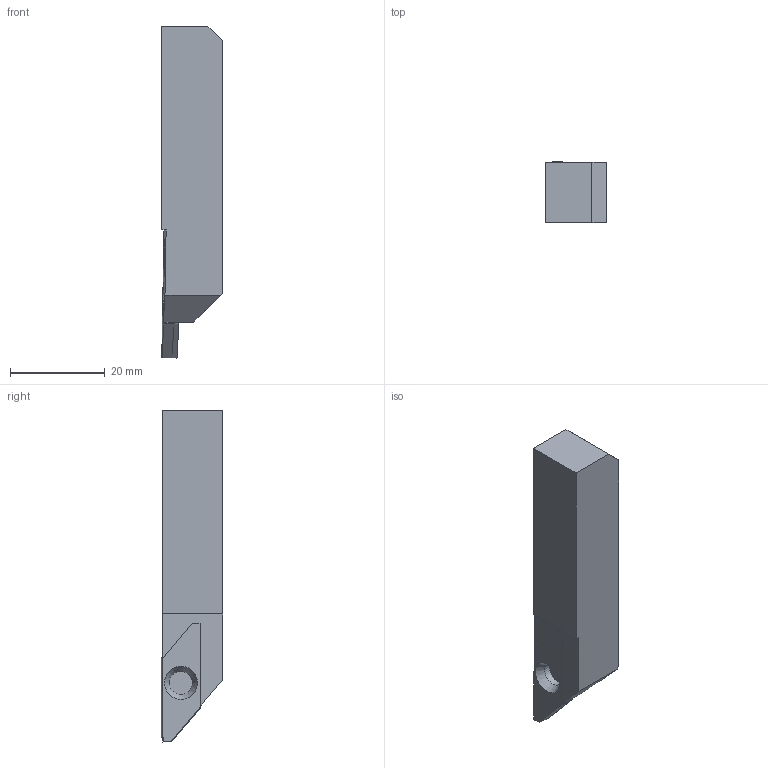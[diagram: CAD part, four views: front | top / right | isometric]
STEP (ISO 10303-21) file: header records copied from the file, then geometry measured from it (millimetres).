
FILE_DESCRIPTION(/* description */ (''),/* implementation_level */ '2;1');
FILE_NAME(/* name */ '1527597746076.stp',/* time_stamp */ '2018-05-29T14:42:32+02:00',/* author */ (''),/* organization */ ('SMS'),/* preprocessor_version */ 'ST-DEVELOPER v15',/* originating_system */ 'SIEMENS PLM Software NX 8.5',/* authorisation */ '');
FILE_SCHEMA (('AUTOMOTIVE_DESIGN { 1 0 10303 214 3 1 1 1 }'));
Length unit declared in the file: millimetre
Products named in the file (4): ASSEMBLY_CONSTRUCTION; 201679778mod000_00; CUT; 201659431mod000_00
Assembly tree (3 placements, depth 2):
  201659431mod000_00
    CUT
    201679778mod000_00
    ASSEMBLY_CONSTRUCTION
Bounding box: 12.74 x 13.02 x 69.98 mm (x, y, z)
Volume: 9591.7 mm3; surface area: 3850.2 mm2
Topology: 2 solids, 2 shells, 39 faces, 106 edges, 79 vertices
Faces by surface type: plane 32, cylinder 6, cone 1
Full cylindrical faces by diameter (mm): 4.9 x1
Entity records: 1392 total; most frequent: CARTESIAN_POINT 244, DIRECTION 208, ORIENTED_EDGE 202, EDGE_CURVE 101, LINE 86, VECTOR 86, VERTEX_POINT 68, AXIS2_PLACEMENT_3D 61
